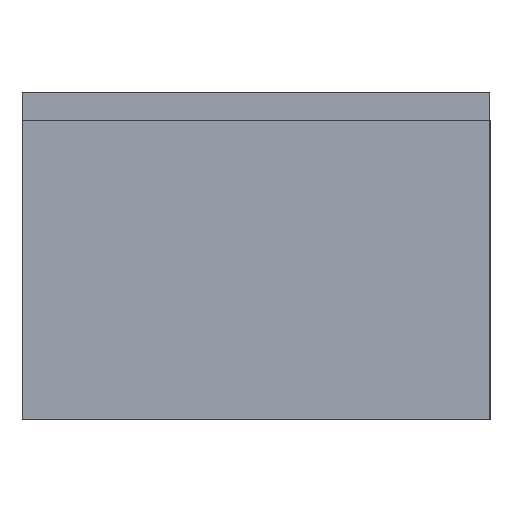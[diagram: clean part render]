
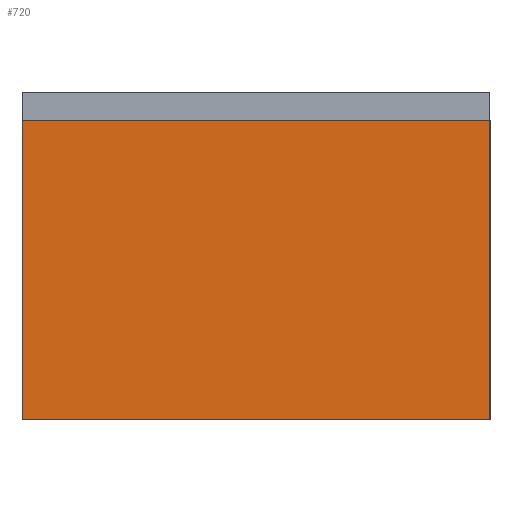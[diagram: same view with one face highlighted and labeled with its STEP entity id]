
A CAD part, left-side view. The second image highlights one B-rep face of the part: STEP entity #720.
In plain terms, the highlighted planar face has unit normal (-1, 0, 0).
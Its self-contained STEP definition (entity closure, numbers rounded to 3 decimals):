
#156=ORIENTED_EDGE('',*,*,#294,.F.);
#157=ORIENTED_EDGE('',*,*,#287,.F.);
#158=ORIENTED_EDGE('',*,*,#295,.T.);
#159=ORIENTED_EDGE('',*,*,#296,.T.);
#287=EDGE_CURVE('',#363,#361,#447,.T.);
#294=EDGE_CURVE('',#361,#368,#454,.T.);
#295=EDGE_CURVE('',#363,#369,#455,.T.);
#296=EDGE_CURVE('',#369,#368,#456,.T.);
#361=VERTEX_POINT('',#1328);
#363=VERTEX_POINT('',#1332);
#368=VERTEX_POINT('',#1348);
#369=VERTEX_POINT('',#1350);
#447=LINE('',#1333,#543);
#454=LINE('',#1347,#550);
#455=LINE('',#1349,#551);
#456=LINE('',#1351,#552);
#543=VECTOR('',#1129,1000.);
#550=VECTOR('',#1142,1000.);
#551=VECTOR('',#1143,1000.);
#552=VECTOR('',#1144,1000.);
#600=EDGE_LOOP('',(#156,#157,#158,#159));
#640=FACE_BOUND('',#600,.T.);
#680=PLANE('',#992);
#720=ADVANCED_FACE('',(#640),#680,.T.);
#992=AXIS2_PLACEMENT_3D('',#1346,#1140,#1141);
#1129=DIRECTION('',(0.,1.,0.));
#1140=DIRECTION('',(-1.,0.,0.));
#1141=DIRECTION('',(0.,0.,1.));
#1142=DIRECTION('',(0.,0.,1.));
#1143=DIRECTION('',(0.,0.,1.));
#1144=DIRECTION('',(0.,1.,0.));
#1328=CARTESIAN_POINT('',(-0.5,0.25,0.));
#1332=CARTESIAN_POINT('',(-0.5,-0.25,0.));
#1333=CARTESIAN_POINT('',(-0.5,-0.25,0.));
#1346=CARTESIAN_POINT('',(-0.5,-0.25,0.));
#1347=CARTESIAN_POINT('',(-0.5,0.25,0.));
#1348=CARTESIAN_POINT('',(-0.5,0.25,0.32));
#1349=CARTESIAN_POINT('',(-0.5,-0.25,0.));
#1350=CARTESIAN_POINT('',(-0.5,-0.25,0.32));
#1351=CARTESIAN_POINT('',(-0.5,-0.25,0.32));
